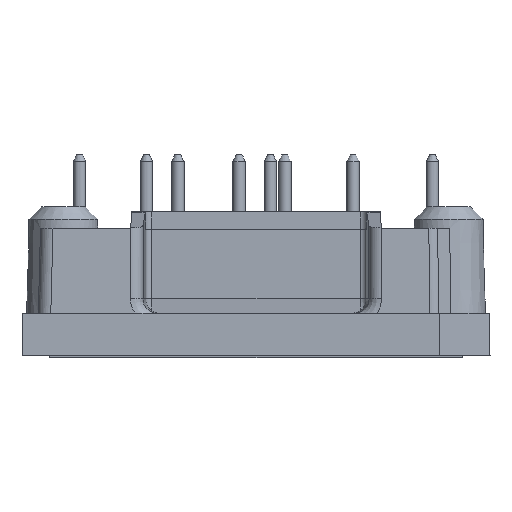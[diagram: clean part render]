
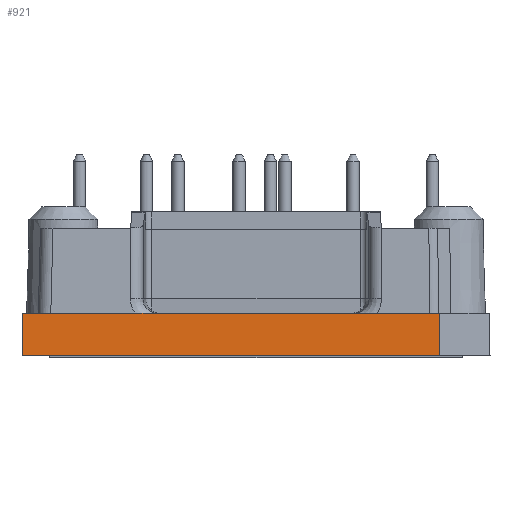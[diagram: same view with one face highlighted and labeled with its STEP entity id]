
A CAD part, left-side view. The second image highlights one B-rep face of the part: STEP entity #921.
In plain terms, the highlighted planar face has unit normal (-1, 0, 0.018).
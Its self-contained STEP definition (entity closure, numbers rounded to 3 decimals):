
#921 = ADVANCED_FACE( '', ( #2610 ), #2611, .T. );
#2610 = FACE_OUTER_BOUND( '', #5325, .T. );
#2611 = PLANE( '', #5326 );
#5325 = EDGE_LOOP( '', ( #8508, #8509, #8510, #8511 ) );
#5326 = AXIS2_PLACEMENT_3D( '', #8512, #8513, #8514 );
#8508 = ORIENTED_EDGE( '', *, *, #15154, .T. );
#8509 = ORIENTED_EDGE( '', *, *, #15037, .F. );
#8510 = ORIENTED_EDGE( '', *, *, #15164, .T. );
#8511 = ORIENTED_EDGE( '', *, *, #15165, .T. );
#8512 = CARTESIAN_POINT( '', ( -43.5, 0.25, 5. ) );
#8513 = DIRECTION( '', ( -1., 0., 0.017 ) );
#8514 = DIRECTION( '', ( 0.017, 0., 1. ) );
#15037 = EDGE_CURVE( '', #17694, #17696, #17697, .F. );
#15154 = EDGE_CURVE( '', #17903, #17696, #17904, .F. );
#15164 = EDGE_CURVE( '', #17694, #17918, #17919, .T. );
#15165 = EDGE_CURVE( '', #17918, #17903, #17920, .F. );
#17694 = VERTEX_POINT( '', #21678 );
#17696 = VERTEX_POINT( '', #21681 );
#17697 = LINE( '', #21682, #21683 );
#17903 = VERTEX_POINT( '', #21976 );
#17904 = LINE( '', #21977, #21978 );
#17918 = VERTEX_POINT( '', #21995 );
#17919 = LINE( '', #21996, #21997 );
#17920 = LINE( '', #21998, #21999 );
#21678 = CARTESIAN_POINT( '', ( -43.441, 18.891, 8.4 ) );
#21681 = CARTESIAN_POINT( '', ( -43.441, -14.425, 8.4 ) );
#21682 = CARTESIAN_POINT( '', ( -43.441, 0.25, 8.4 ) );
#21683 = VECTOR( '', #26987, 1000. );
#21976 = CARTESIAN_POINT( '', ( -43.5, -14.45, 5. ) );
#21977 = CARTESIAN_POINT( '', ( -43.498, -14.449, 5.134 ) );
#21978 = VECTOR( '', #27098, 1000. );
#21995 = CARTESIAN_POINT( '', ( -43.5, 18.95, 5. ) );
#21996 = CARTESIAN_POINT( '', ( -43.494, 18.944, 5.326 ) );
#21997 = VECTOR( '', #27111, 1000. );
#21998 = CARTESIAN_POINT( '', ( -43.5, 0.25, 5. ) );
#21999 = VECTOR( '', #27112, 1000. );
#26987 = DIRECTION( '', ( 0., 1., 0. ) );
#27098 = DIRECTION( '', ( -0.017, -0.007, -1. ) );
#27111 = DIRECTION( '', ( -0.017, 0.017, -1. ) );
#27112 = DIRECTION( '', ( 0., 1., 0. ) );
